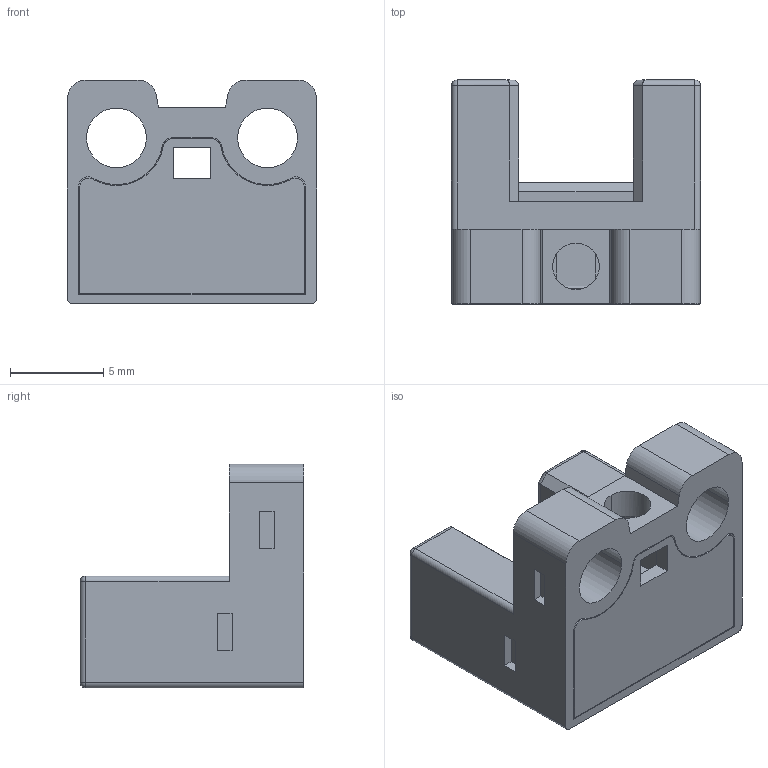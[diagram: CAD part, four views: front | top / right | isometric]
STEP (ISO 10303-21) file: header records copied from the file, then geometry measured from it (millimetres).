
FILE_DESCRIPTION((''),'2;1');
FILE_NAME('L25-UX951','2020-07-19T',('admin'),(''),'PRO/ENGINEER BY PARAMETRIC TECHNOLOGY CORPORATION, 2008380','PRO/ENGINEER BY PARAMETRIC TECHNOLOGY CORPORATION, 2008380','');
FILE_SCHEMA(('CONFIG_CONTROL_DESIGN'));
Length unit declared in the file: millimetre
Products named in the file (1): L25-UX951
Bounding box: 13.35 x 12 x 12 mm (x, y, z)
Volume: 63.3 mm3; surface area: 2574.9 mm2
Topology: 1 solids, 3 shells, 356 faces, 1009 edges, 642 vertices
Faces by surface type: plane 261, cylinder 75, sphere 12, cone 8
Entity records: 11464 total; most frequent: CARTESIAN_POINT 2078, ORIENTED_EDGE 1994, DIRECTION 1879, EDGE_CURVE 997, VECTOR 805, LINE 805, VERTEX_POINT 642, AXIS2_PLACEMENT_3D 537
